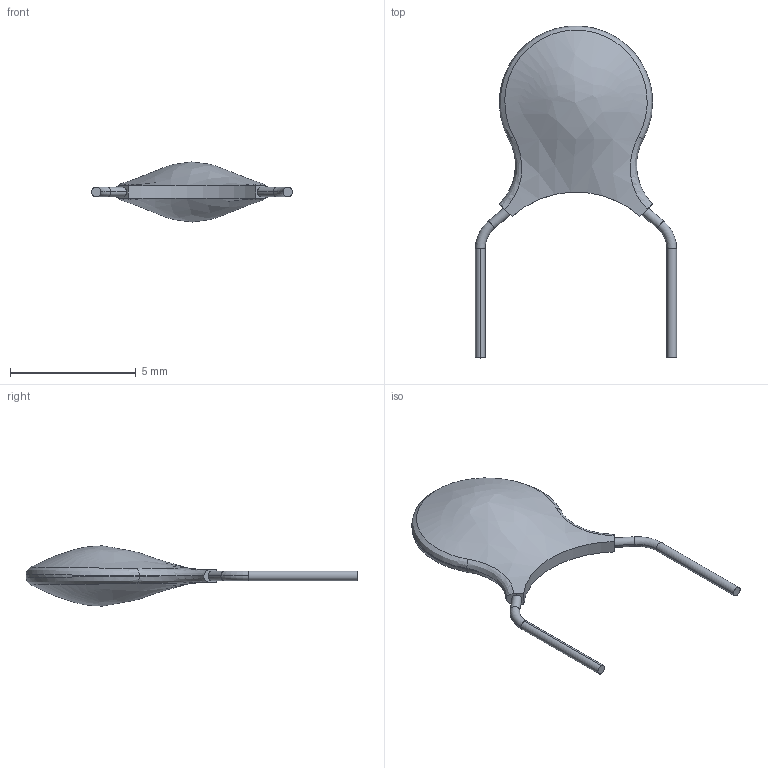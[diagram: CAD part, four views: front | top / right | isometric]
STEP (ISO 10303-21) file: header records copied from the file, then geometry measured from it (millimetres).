
FILE_DESCRIPTION (( 'STEP AP214' ), '1' );
FILE_NAME ('SW3dPS-Panasonic ECK-A3D102KBP.STEP', '2009-05-19T02:10:38', ( 'sysAdmin' ), ( 'SolidWorks' ), 'SwSTEP 2.0', 'SolidWorks 2009', '' );
FILE_SCHEMA (( 'AUTOMOTIVE_DESIGN' ));
Length unit declared in the file: inch
Products named in the file (1): SW3dPS-Panasonic ECK-A3D102KBP
Bounding box: 8 x 13.21 x 2.39 mm (x, y, z)
Volume: 43.2 mm3; surface area: 100.5 mm2
Topology: 1 solids, 1 shells, 30 faces, 68 edges, 42 vertices
Faces by surface type: cylinder 14, bspline 8, torus 4, plane 4
Entity records: 2151 total; most frequent: CARTESIAN_POINT 1126, ORIENTED_EDGE 136, DIRECTION 104, EDGE_CURVE 68, AXIS2_PLACEMENT_3D 45, VERTEX_POINT 42, UNCERTAINTY_MEASURE_WITH_UNIT 33, LENGTH_MEASURE_WITH_UNIT 33
